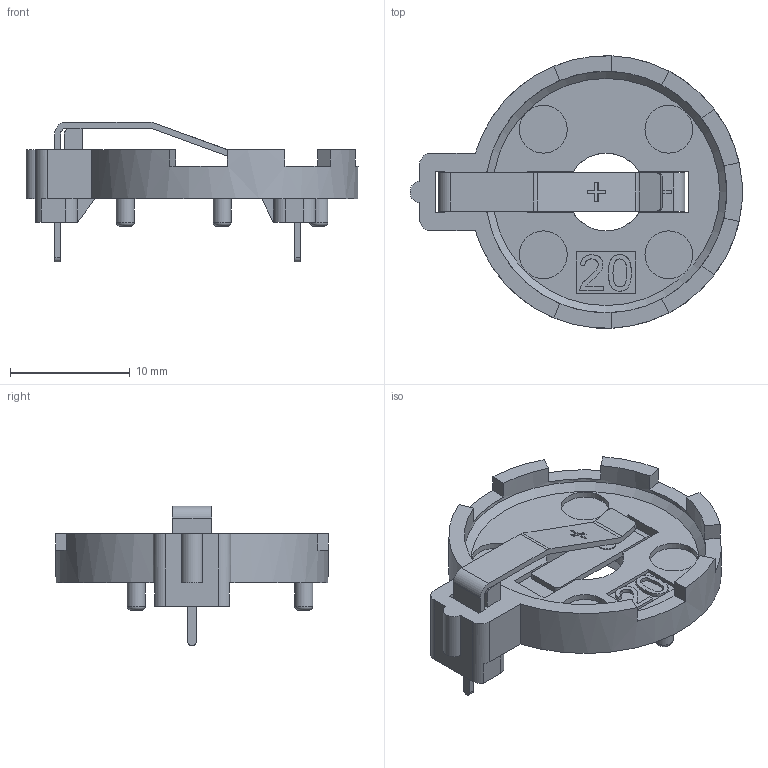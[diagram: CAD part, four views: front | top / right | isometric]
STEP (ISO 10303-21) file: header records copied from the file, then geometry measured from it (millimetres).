
FILE_DESCRIPTION(/* description */ ('Unknown'),/* implementation_level */ '2;1');
FILE_NAME(/* name */ 'A_Wurth_WA-BCPH_79528211',/* time_stamp */ '2026-01-07T15:02:56+08:00',/* author */ ('Unknown'),/* organization */ ('Unknown'),/* preprocessor_version */ 'ST-DEVELOPER v19.4',/* originating_system */ 'Solid Edge',/* authorisation */ 'Unknown');
FILE_SCHEMA (('AUTOMOTIVE_DESIGN {1 0 10303 214 3 1 1}'));
Length unit declared in the file: millimetre
Products named in the file (2): A_Wurth_WA-BCPH_79528211
Assembly tree (1 placements, depth 2):
  A_Wurth_WA-BCPH_79528211
    A_Wurth_WA-BCPH_79528211
Bounding box: 27.77 x 22.78 x 11.7 mm (x, y, z)
Volume: 1075.7 mm3; surface area: 1723.6 mm2
Topology: 1 solids, 1 shells, 194 faces, 523 edges, 341 vertices
Faces by surface type: plane 134, cylinder 38, bspline 18, torus 3, cone 1
Full cylindrical faces by diameter (mm): 0.5 x1, 1.5 x4, 4 x4, 6.5 x1, 20.2 x1
Entity records: 8401 total; most frequent: CARTESIAN_POINT 2228, ORIENTED_EDGE 1006, DIRECTION 930, EDGE_CURVE 503, LINE 358, VECTOR 358, VERTEX_POINT 336, AXIS2_PLACEMENT_3D 286
